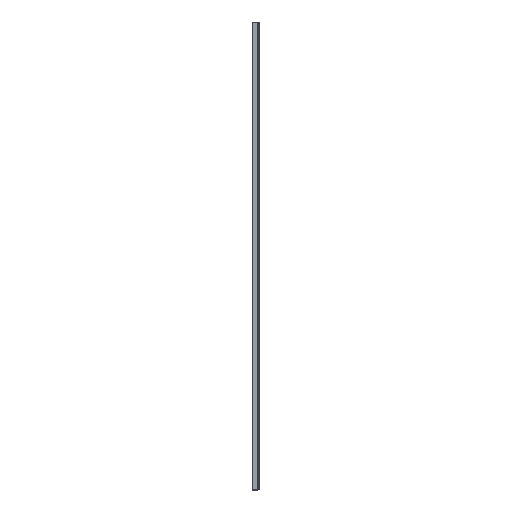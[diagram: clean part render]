
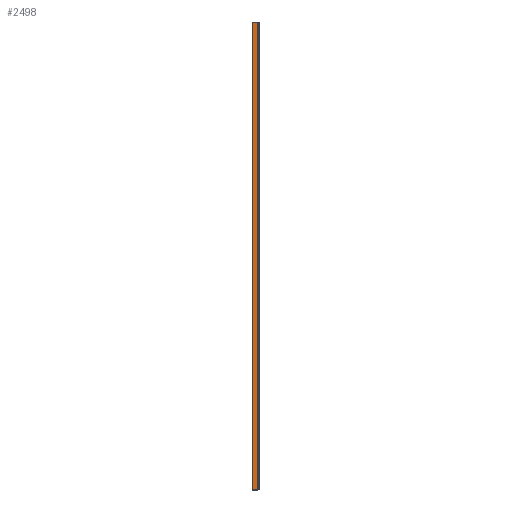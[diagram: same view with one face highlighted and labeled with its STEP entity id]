
A CAD part, left-side view. The second image highlights one B-rep face of the part: STEP entity #2498.
In plain terms, the highlighted planar face has unit normal (-1, 0, 0).
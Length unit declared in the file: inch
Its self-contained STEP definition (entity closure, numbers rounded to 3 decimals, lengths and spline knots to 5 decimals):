
#153 = DIRECTION ( 'NONE',  ( 0., 1., 0. ) ) ;
#226 = VECTOR ( 'NONE', #153, 39.37008 ) ;
#278 = DIRECTION ( 'NONE',  ( 0., -1., 0. ) ) ;
#295 = DIRECTION ( 'NONE',  ( 0., 0., -1. ) ) ;
#341 = CARTESIAN_POINT ( 'NONE',  ( -22., 0.185, -29.815 ) ) ;
#399 = CARTESIAN_POINT ( 'NONE',  ( -22., 0.11039, -29.815 ) ) ;
#472 = EDGE_CURVE ( 'NONE', #1435, #599, #2078, .T. ) ;
#477 = LINE ( 'NONE', #1667, #1026 ) ;
#554 = EDGE_LOOP ( 'NONE', ( #2121, #1425, #1571, #2867 ) ) ;
#599 = VERTEX_POINT ( 'NONE', #1827 ) ;
#718 = VERTEX_POINT ( 'NONE', #1969 ) ;
#871 = PLANE ( 'NONE',  #1632 ) ;
#1026 = VECTOR ( 'NONE', #278, 39.37008 ) ;
#1057 = CARTESIAN_POINT ( 'NONE',  ( -22., 0.185, 29.87492 ) ) ;
#1109 = CARTESIAN_POINT ( 'NONE',  ( -22., 0.11039, 29.87492 ) ) ;
#1306 = DIRECTION ( 'NONE',  ( 0., 0., -1. ) ) ;
#1331 = DIRECTION ( 'NONE',  ( -1., 0., 0. ) ) ;
#1348 = VECTOR ( 'NONE', #295, 39.37008 ) ;
#1425 = ORIENTED_EDGE ( 'NONE', *, *, #472, .T. ) ;
#1435 = VERTEX_POINT ( 'NONE', #1057 ) ;
#1571 = ORIENTED_EDGE ( 'NONE', *, *, #1767, .T. ) ;
#1629 = FACE_OUTER_BOUND ( 'NONE', #554, .T. ) ;
#1632 = AXIS2_PLACEMENT_3D ( 'NONE', #399, #1331, #2718 ) ;
#1667 = CARTESIAN_POINT ( 'NONE',  ( -22., 0.11039, -29.87492 ) ) ;
#1767 = EDGE_CURVE ( 'NONE', #599, #718, #2951, .T. ) ;
#1807 = EDGE_CURVE ( 'NONE', #718, #2009, #477, .T. ) ;
#1827 = CARTESIAN_POINT ( 'NONE',  ( -22., 0.875, 29.87492 ) ) ;
#1969 = CARTESIAN_POINT ( 'NONE',  ( -22., 0.875, -29.87492 ) ) ;
#2009 = VERTEX_POINT ( 'NONE', #2424 ) ;
#2078 = LINE ( 'NONE', #1109, #226 ) ;
#2121 = ORIENTED_EDGE ( 'NONE', *, *, #2298, .F. ) ;
#2298 = EDGE_CURVE ( 'NONE', #1435, #2009, #2495, .T. ) ;
#2424 = CARTESIAN_POINT ( 'NONE',  ( -22., 0.185, -29.87492 ) ) ;
#2466 = VECTOR ( 'NONE', #1306, 39.37008 ) ;
#2495 = LINE ( 'NONE', #341, #2466 ) ;
#2498 = ADVANCED_FACE ( 'NONE', ( #1629 ), #871, .T. ) ;
#2718 = DIRECTION ( 'NONE',  ( 0., -1., 0. ) ) ;
#2810 = CARTESIAN_POINT ( 'NONE',  ( -22., 0.875, -29.815 ) ) ;
#2867 = ORIENTED_EDGE ( 'NONE', *, *, #1807, .T. ) ;
#2951 = LINE ( 'NONE', #2810, #1348 ) ;
